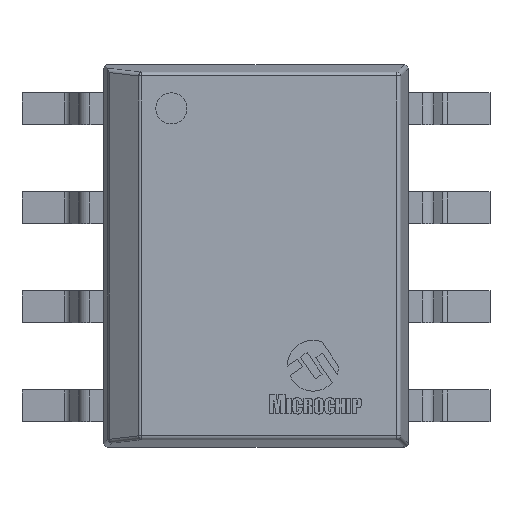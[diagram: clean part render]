
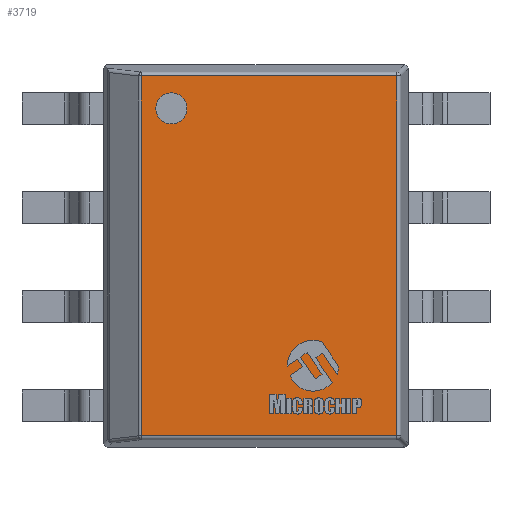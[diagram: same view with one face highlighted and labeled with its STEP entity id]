
A CAD part, top view. The second image highlights one B-rep face of the part: STEP entity #3719.
In plain terms, the highlighted planar face has unit normal (0, 0, 1).
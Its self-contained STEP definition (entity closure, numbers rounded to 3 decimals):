
#234=PLANE('',#4158);
#463=FACE_OUTER_BOUND('',#680,.T.);
#680=EDGE_LOOP('',(#2727,#2728,#2729,#2730));
#882=LINE('',#5378,#1274);
#902=LINE('',#5457,#1294);
#904=LINE('',#5460,#1296);
#908=LINE('',#5466,#1300);
#1274=VECTOR('',#4441,10.);
#1294=VECTOR('',#4533,10.);
#1296=VECTOR('',#4537,10.);
#1300=VECTOR('',#4545,10.);
#1685=VERTEX_POINT('',#5306);
#1711=VERTEX_POINT('',#5368);
#1714=VERTEX_POINT('',#5381);
#1723=VERTEX_POINT('',#5414);
#2071=EDGE_CURVE('',#1685,#1711,#882,.T.);
#2112=EDGE_CURVE('',#1711,#1723,#902,.T.);
#2114=EDGE_CURVE('',#1723,#1714,#904,.T.);
#2118=EDGE_CURVE('',#1714,#1685,#908,.T.);
#2727=ORIENTED_EDGE('',*,*,#2071,.F.);
#2728=ORIENTED_EDGE('',*,*,#2118,.F.);
#2729=ORIENTED_EDGE('',*,*,#2114,.F.);
#2730=ORIENTED_EDGE('',*,*,#2112,.F.);
#3719=ADVANCED_FACE('',(#463),#234,.T.);
#4158=AXIS2_PLACEMENT_3D('',#5489,#4574,#4575);
#4441=DIRECTION('',(0.,1.,0.));
#4533=DIRECTION('',(1.,0.,0.));
#4537=DIRECTION('',(0.,-1.,0.));
#4545=DIRECTION('',(-1.,0.,0.));
#4574=DIRECTION('center_axis',(0.,0.,1.));
#4575=DIRECTION('ref_axis',(1.,0.,0.));
#5306=CARTESIAN_POINT('',(-2.307,-1.474,1.5));
#5368=CARTESIAN_POINT('',(-2.307,1.807,1.5));
#5378=CARTESIAN_POINT('',(-2.307,0.488,1.5));
#5381=CARTESIAN_POINT('',(2.307,-1.474,1.5));
#5414=CARTESIAN_POINT('',(2.307,1.807,1.5));
#5457=CARTESIAN_POINT('',(0.613,1.807,1.5));
#5460=CARTESIAN_POINT('',(2.307,-0.488,1.5));
#5466=CARTESIAN_POINT('',(-0.306,-1.474,1.5));
#5489=CARTESIAN_POINT('Origin',(0.,0.,1.5));
